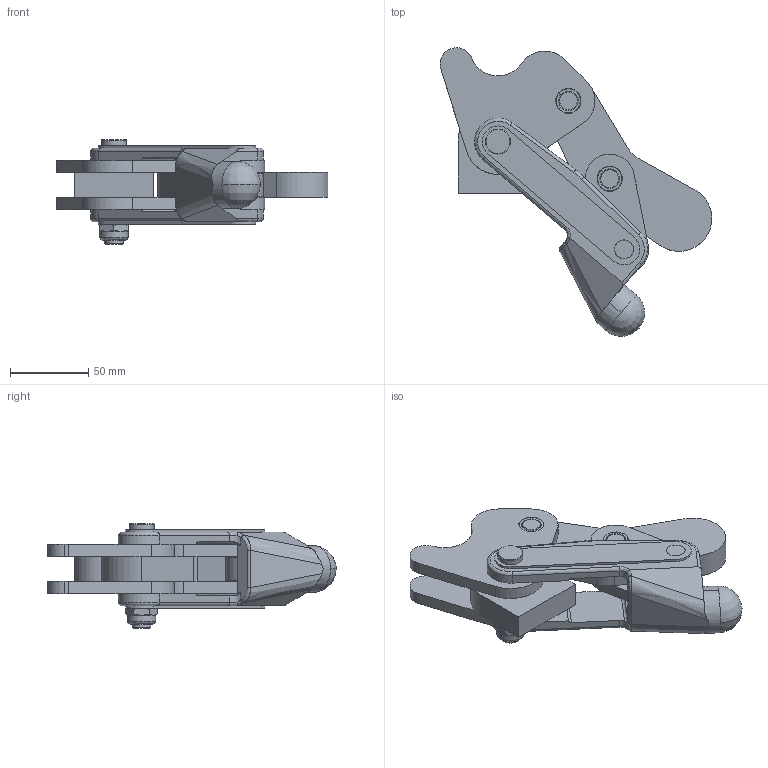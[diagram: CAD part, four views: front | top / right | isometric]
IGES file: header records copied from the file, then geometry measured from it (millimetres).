
Global section: file name: No Iges File Name specified; native system: AutoDesk Inventor R6.1; preprocessor: AutoDesk Inventor Iges Exporter R6.1; author: No Author specified; organization: No Organization specified; date: 20050928.095622; units: millimetre
Bounding box: 173.75 x 184.46 x 67 mm (x, y, z)
Surface area: 79608.9 mm2 (no closed solid volume)
Topology: 0 solids, 0 shells, 2103 faces, 11547 edges, 11464 vertices
Faces by surface type: plane 1507, revolution 584, bspline 12
